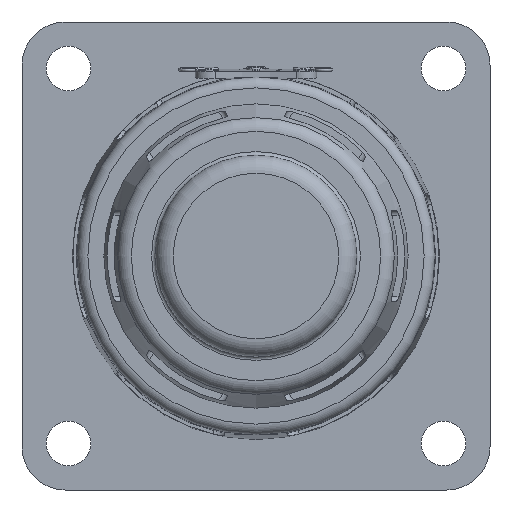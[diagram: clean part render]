
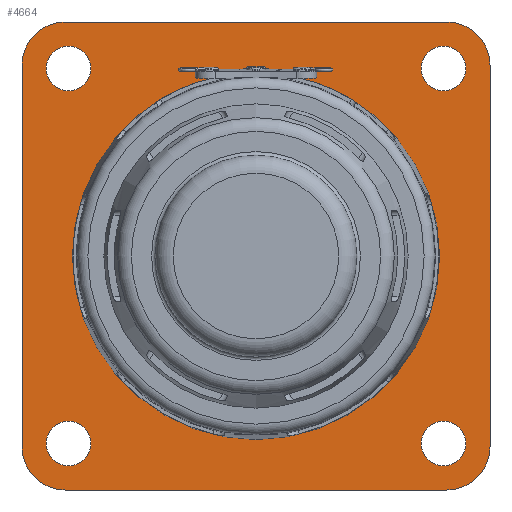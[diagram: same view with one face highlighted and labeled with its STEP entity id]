
A CAD part, front view. The second image highlights one B-rep face of the part: STEP entity #4664.
In plain terms, the highlighted planar face has unit normal (0, -1, 0).
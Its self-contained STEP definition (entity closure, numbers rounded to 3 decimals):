
#234=LINE('',#8543,#451);
#237=LINE('',#8551,#454);
#240=LINE('',#8559,#457);
#243=LINE('',#8566,#460);
#451=VECTOR('',#5883,53.);
#454=VECTOR('',#5892,53.);
#457=VECTOR('',#5901,53.);
#460=VECTOR('',#5910,53.);
#784=PLANE('',#5033);
#871=FACE_BOUND('',#1425,.T.);
#872=FACE_BOUND('',#1426,.T.);
#873=FACE_BOUND('',#1427,.T.);
#874=FACE_BOUND('',#1428,.T.);
#875=FACE_BOUND('',#1429,.T.);
#1122=FACE_OUTER_BOUND('',#1424,.T.);
#1424=EDGE_LOOP('',(#3615,#3616,#3617,#3618,#3619,#3620,#3621,#3622));
#1425=EDGE_LOOP('',(#3623));
#1426=EDGE_LOOP('',(#3624));
#1427=EDGE_LOOP('',(#3625));
#1428=EDGE_LOOP('',(#3626));
#1429=EDGE_LOOP('',(#3627));
#1691=CIRCLE('',#4847,25.5);
#1743=CIRCLE('',#5010,3.1);
#1745=CIRCLE('',#5013,3.1);
#1747=CIRCLE('',#5016,3.1);
#1749=CIRCLE('',#5019,3.1);
#1750=CIRCLE('',#5021,6.);
#1751=CIRCLE('',#5024,6.);
#1752=CIRCLE('',#5027,6.);
#1753=CIRCLE('',#5030,6.);
#1979=VERTEX_POINT('',#7066);
#2153=VERTEX_POINT('',#8518);
#2155=VERTEX_POINT('',#8523);
#2157=VERTEX_POINT('',#8528);
#2159=VERTEX_POINT('',#8533);
#2160=VERTEX_POINT('',#8536);
#2161=VERTEX_POINT('',#8537);
#2162=VERTEX_POINT('',#8542);
#2163=VERTEX_POINT('',#8546);
#2164=VERTEX_POINT('',#8550);
#2165=VERTEX_POINT('',#8554);
#2166=VERTEX_POINT('',#8558);
#2167=VERTEX_POINT('',#8562);
#2425=EDGE_CURVE('',#1979,#1979,#1691,.T.);
#2706=EDGE_CURVE('',#2153,#2153,#1743,.T.);
#2708=EDGE_CURVE('',#2155,#2155,#1745,.T.);
#2710=EDGE_CURVE('',#2157,#2157,#1747,.T.);
#2712=EDGE_CURVE('',#2159,#2159,#1749,.T.);
#2713=EDGE_CURVE('',#2160,#2161,#1750,.T.);
#2716=EDGE_CURVE('',#2162,#2160,#234,.T.);
#2718=EDGE_CURVE('',#2163,#2162,#1751,.T.);
#2720=EDGE_CURVE('',#2164,#2163,#237,.T.);
#2722=EDGE_CURVE('',#2165,#2164,#1752,.T.);
#2724=EDGE_CURVE('',#2166,#2165,#240,.T.);
#2726=EDGE_CURVE('',#2167,#2166,#1753,.T.);
#2728=EDGE_CURVE('',#2161,#2167,#243,.T.);
#3615=ORIENTED_EDGE('',*,*,#2728,.F.);
#3616=ORIENTED_EDGE('',*,*,#2713,.F.);
#3617=ORIENTED_EDGE('',*,*,#2716,.F.);
#3618=ORIENTED_EDGE('',*,*,#2718,.F.);
#3619=ORIENTED_EDGE('',*,*,#2720,.F.);
#3620=ORIENTED_EDGE('',*,*,#2722,.F.);
#3621=ORIENTED_EDGE('',*,*,#2724,.F.);
#3622=ORIENTED_EDGE('',*,*,#2726,.F.);
#3623=ORIENTED_EDGE('',*,*,#2425,.T.);
#3624=ORIENTED_EDGE('',*,*,#2706,.T.);
#3625=ORIENTED_EDGE('',*,*,#2708,.T.);
#3626=ORIENTED_EDGE('',*,*,#2710,.T.);
#3627=ORIENTED_EDGE('',*,*,#2712,.T.);
#4664=ADVANCED_FACE('',(#1122,#871,#872,#873,#874,#875),#784,.F.);
#4847=AXIS2_PLACEMENT_3D('',#7067,#5410,#5411);
#5010=AXIS2_PLACEMENT_3D('',#8519,#5855,#5856);
#5013=AXIS2_PLACEMENT_3D('',#8524,#5861,#5862);
#5016=AXIS2_PLACEMENT_3D('',#8529,#5867,#5868);
#5019=AXIS2_PLACEMENT_3D('',#8534,#5873,#5874);
#5021=AXIS2_PLACEMENT_3D('',#8538,#5877,#5878);
#5024=AXIS2_PLACEMENT_3D('',#8547,#5887,#5888);
#5027=AXIS2_PLACEMENT_3D('',#8555,#5896,#5897);
#5030=AXIS2_PLACEMENT_3D('',#8563,#5905,#5906);
#5033=AXIS2_PLACEMENT_3D('',#8568,#5913,#5914);
#5410=DIRECTION('center_axis',(0.,1.,0.));
#5411=DIRECTION('ref_axis',(1.,0.,0.));
#5855=DIRECTION('center_axis',(0.,1.,0.));
#5856=DIRECTION('ref_axis',(-1.,0.,0.));
#5861=DIRECTION('center_axis',(0.,1.,0.));
#5862=DIRECTION('ref_axis',(-1.,0.,0.));
#5867=DIRECTION('center_axis',(0.,1.,0.));
#5868=DIRECTION('ref_axis',(-1.,0.,0.));
#5873=DIRECTION('center_axis',(0.,1.,0.));
#5874=DIRECTION('ref_axis',(-1.,0.,0.));
#5877=DIRECTION('center_axis',(0.,1.,0.));
#5878=DIRECTION('ref_axis',(1.,0.,0.));
#5883=DIRECTION('',(0.,0.,-1.));
#5887=DIRECTION('center_axis',(0.,1.,0.));
#5888=DIRECTION('ref_axis',(0.,0.,1.));
#5892=DIRECTION('',(1.,0.,0.));
#5896=DIRECTION('center_axis',(0.,1.,0.));
#5897=DIRECTION('ref_axis',(-1.,0.,0.));
#5901=DIRECTION('',(0.,0.,1.));
#5905=DIRECTION('center_axis',(0.,1.,0.));
#5906=DIRECTION('ref_axis',(0.,0.,-1.));
#5910=DIRECTION('',(-1.,0.,0.));
#5913=DIRECTION('center_axis',(0.,1.,0.));
#5914=DIRECTION('ref_axis',(0.,0.,1.));
#7066=CARTESIAN_POINT('',(-25.5,32.,0.));
#7067=CARTESIAN_POINT('Origin',(0.,32.,0.));
#8518=CARTESIAN_POINT('',(29.15,32.,-26.05));
#8519=CARTESIAN_POINT('Origin',(26.05,32.,-26.05));
#8523=CARTESIAN_POINT('',(29.15,32.,26.05));
#8524=CARTESIAN_POINT('Origin',(26.05,32.,26.05));
#8528=CARTESIAN_POINT('',(-22.95,32.,26.05));
#8529=CARTESIAN_POINT('Origin',(-26.05,32.,26.05));
#8533=CARTESIAN_POINT('',(-22.95,32.,-26.05));
#8534=CARTESIAN_POINT('Origin',(-26.05,32.,-26.05));
#8536=CARTESIAN_POINT('',(32.5,32.,-26.5));
#8537=CARTESIAN_POINT('',(26.5,32.,-32.5));
#8538=CARTESIAN_POINT('Origin',(26.5,32.,-26.5));
#8542=CARTESIAN_POINT('',(32.5,32.,26.5));
#8543=CARTESIAN_POINT('',(32.5,32.,26.5));
#8546=CARTESIAN_POINT('',(26.5,32.,32.5));
#8547=CARTESIAN_POINT('Origin',(26.5,32.,26.5));
#8550=CARTESIAN_POINT('',(-26.5,32.,32.5));
#8551=CARTESIAN_POINT('',(-26.5,32.,32.5));
#8554=CARTESIAN_POINT('',(-32.5,32.,26.5));
#8555=CARTESIAN_POINT('Origin',(-26.5,32.,26.5));
#8558=CARTESIAN_POINT('',(-32.5,32.,-26.5));
#8559=CARTESIAN_POINT('',(-32.5,32.,-26.5));
#8562=CARTESIAN_POINT('',(-26.5,32.,-32.5));
#8563=CARTESIAN_POINT('Origin',(-26.5,32.,-26.5));
#8566=CARTESIAN_POINT('',(0.,32.,-32.5));
#8568=CARTESIAN_POINT('Origin',(0.,32.,0.));
